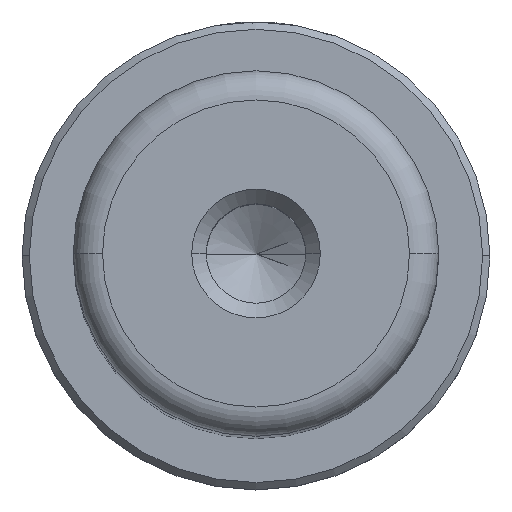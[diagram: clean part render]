
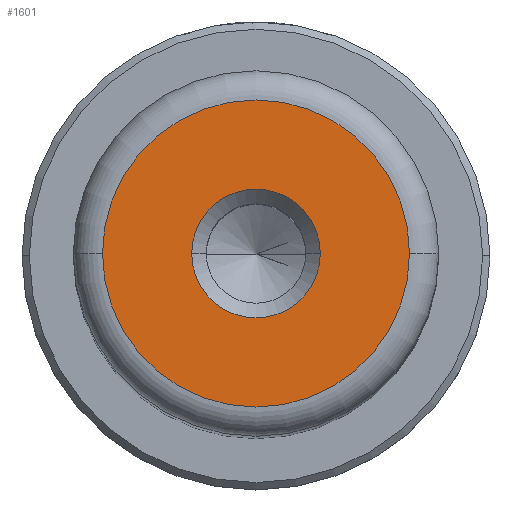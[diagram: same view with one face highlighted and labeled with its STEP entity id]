
A CAD part, top view. The second image highlights one B-rep face of the part: STEP entity #1601.
In plain terms, the highlighted planar face has unit normal (0, 0, 1).
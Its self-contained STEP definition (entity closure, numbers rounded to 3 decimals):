
#12 = ORIENTED_EDGE ( 'NONE', *, *, #1887, .T. ) ;
#124 = EDGE_LOOP ( 'NONE', ( #527, #1132 ) ) ;
#130 = VERTEX_POINT ( 'NONE', #1166 ) ;
#227 = DIRECTION ( 'NONE',  ( 0., 0., -1. ) ) ;
#259 = DIRECTION ( 'NONE',  ( 0., 0., 1. ) ) ;
#472 = DIRECTION ( 'NONE',  ( 0., 0., 1. ) ) ;
#527 = ORIENTED_EDGE ( 'NONE', *, *, #1503, .T. ) ;
#713 = DIRECTION ( 'NONE',  ( 0., 0., 1. ) ) ;
#755 = FACE_OUTER_BOUND ( 'NONE', #1983, .T. ) ;
#779 = ORIENTED_EDGE ( 'NONE', *, *, #1853, .T. ) ;
#781 = CIRCLE ( 'NONE', #1830, 10.5 ) ;
#782 = CIRCLE ( 'NONE', #2000, 4.4 ) ;
#808 = FACE_BOUND ( 'NONE', #124, .T. ) ;
#895 = CARTESIAN_POINT ( 'NONE',  ( 0., 0., 116. ) ) ;
#1054 = DIRECTION ( 'NONE',  ( 1., 0., 0. ) ) ;
#1132 = ORIENTED_EDGE ( 'NONE', *, *, #1374, .T. ) ;
#1138 = AXIS2_PLACEMENT_3D ( 'NONE', #1273, #227, #1447 ) ;
#1166 = CARTESIAN_POINT ( 'NONE',  ( -4.4, 0., 116. ) ) ;
#1209 = CARTESIAN_POINT ( 'NONE',  ( 0., 0., 116. ) ) ;
#1273 = CARTESIAN_POINT ( 'NONE',  ( 0., 0., 116. ) ) ;
#1310 = CARTESIAN_POINT ( 'NONE',  ( 0., 0., 116. ) ) ;
#1374 = EDGE_CURVE ( 'NONE', #130, #1941, #782, .T. ) ;
#1425 = CIRCLE ( 'NONE', #1138, 4.4 ) ;
#1447 = DIRECTION ( 'NONE',  ( 1., 0., 0. ) ) ;
#1476 = DIRECTION ( 'NONE',  ( 1., 0., 0. ) ) ;
#1485 = CARTESIAN_POINT ( 'NONE',  ( 0., 0., 116. ) ) ;
#1503 = EDGE_CURVE ( 'NONE', #1941, #130, #1425, .T. ) ;
#1542 = VERTEX_POINT ( 'NONE', #1869 ) ;
#1601 = ADVANCED_FACE ( 'NONE', ( #808, #755 ), #1697, .T. ) ;
#1632 = DIRECTION ( 'NONE',  ( 1., 0., 0. ) ) ;
#1697 = PLANE ( 'NONE',  #1859 ) ;
#1829 = DIRECTION ( 'NONE',  ( 1., 0., 0. ) ) ;
#1830 = AXIS2_PLACEMENT_3D ( 'NONE', #1310, #259, #1476 ) ;
#1837 = VERTEX_POINT ( 'NONE', #1878 ) ;
#1853 = EDGE_CURVE ( 'NONE', #1542, #1837, #781, .T. ) ;
#1859 = AXIS2_PLACEMENT_3D ( 'NONE', #1209, #713, #1829 ) ;
#1869 = CARTESIAN_POINT ( 'NONE',  ( -10.5, 0., 116. ) ) ;
#1878 = CARTESIAN_POINT ( 'NONE',  ( 10.5, 0., 116. ) ) ;
#1887 = EDGE_CURVE ( 'NONE', #1837, #1542, #2024, .T. ) ;
#1915 = CARTESIAN_POINT ( 'NONE',  ( 4.4, 0., 116. ) ) ;
#1941 = VERTEX_POINT ( 'NONE', #1915 ) ;
#1983 = EDGE_LOOP ( 'NONE', ( #12, #779 ) ) ;
#1987 = DIRECTION ( 'NONE',  ( 0., 0., -1. ) ) ;
#2000 = AXIS2_PLACEMENT_3D ( 'NONE', #895, #1987, #1054 ) ;
#2021 = AXIS2_PLACEMENT_3D ( 'NONE', #1485, #472, #1632 ) ;
#2024 = CIRCLE ( 'NONE', #2021, 10.5 ) ;
